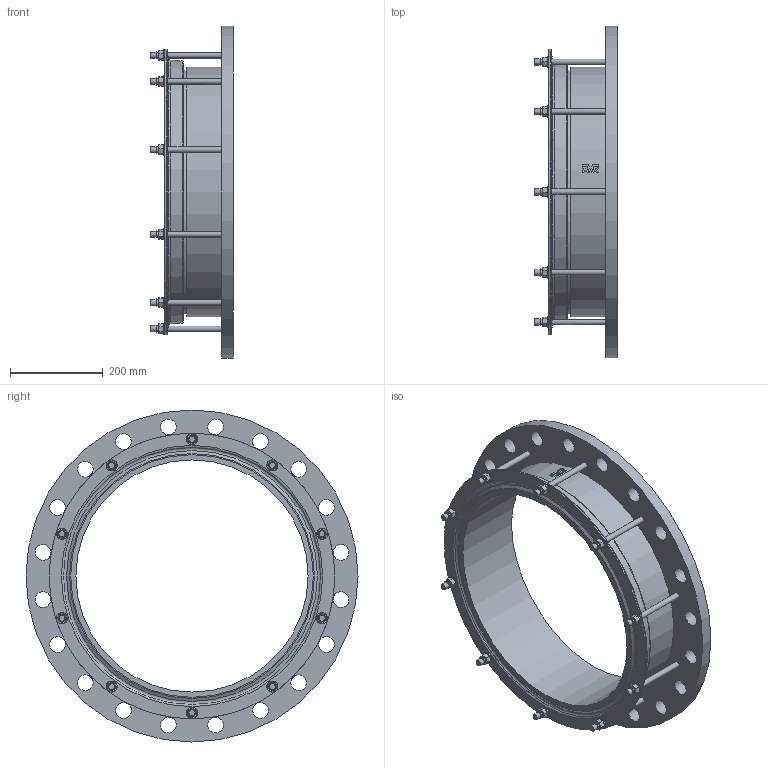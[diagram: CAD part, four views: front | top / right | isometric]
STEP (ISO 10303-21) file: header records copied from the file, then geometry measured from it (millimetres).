
FILE_DESCRIPTION (( 'STEP AP203' ), '1' );
FILE_NAME ('O_260_30_DN500_508mm_STEP.STEP', '2015-04-15T06:25:08', ( 'ken' ), ( '' ), 'SwSTEP 2.0', 'SolidWorks 2012', '' );
FILE_SCHEMA (( 'CONFIG_CONTROL_DESIGN' ));
Length unit declared in the file: millimetre
Products named in the file (1): O_260_30_DN500_508mm_STEP
Bounding box: 178 x 715 x 715 mm (x, y, z)
Volume: 9813943.8 mm3; surface area: 1144317.8 mm2
Topology: 1 solids, 1 shells, 245 faces, 585 edges, 391 vertices
Faces by surface type: plane 152, cylinder 78, torus 8, cone 5, bspline 2
Full cylindrical faces by diameter (mm): 12 x20, 13 x10, 16 x10, 24 x10, 34 x20, 500 x1, 538 x1, 615 x1, 715 x1
Entity records: 7579 total; most frequent: CARTESIAN_POINT 2116, DIRECTION 1079, ORIENTED_EDGE 948, EDGE_CURVE 474, EDGE_LOOP 443, AXIS2_PLACEMENT_3D 415, VERTEX_POINT 367, FACE_OUTER_BOUND 327
